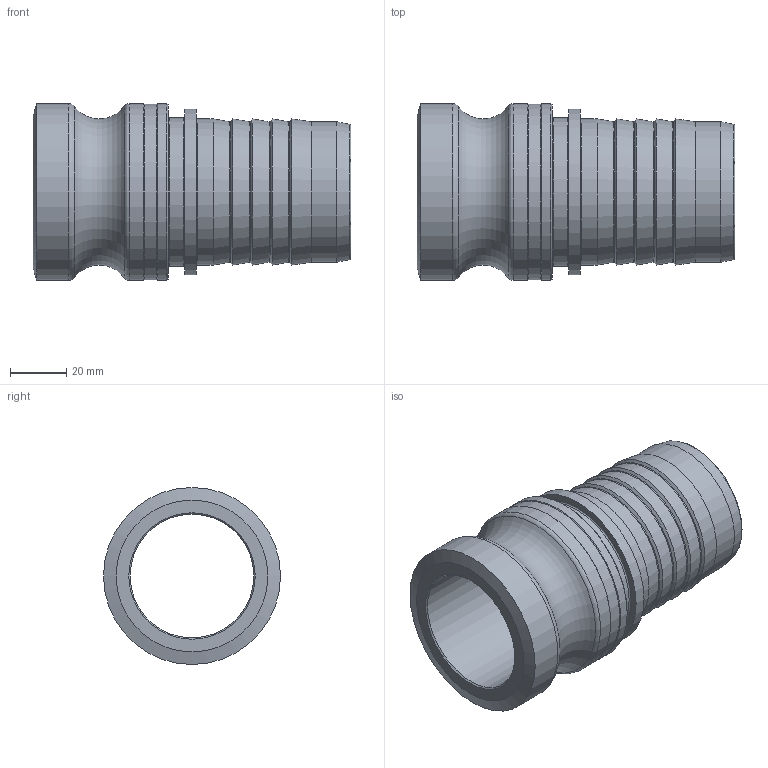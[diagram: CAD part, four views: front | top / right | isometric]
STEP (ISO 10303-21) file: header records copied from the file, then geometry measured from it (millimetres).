
FILE_DESCRIPTION(/* description */ ('SCHLAUCHSTECKER SLW 50'),/* implementation_level */ '2;1');
FILE_NAME(/* name */ 'vstp_50_n.stp',/* time_stamp */ '2020-04-27T12:16:48+02:00',/* author */ ('ertl'),/* organization */ (''),/* preprocessor_version */ 'ST-DEVELOPER v17',/* originating_system */ 'Autodesk Inventor 2018',/* authorisation */ '98962,66 mm^3');
FILE_SCHEMA (('AUTOMOTIVE_DESIGN { 1 0 10303 214 3 1 1 }'));
Length unit declared in the file: millimetre
Products named in the file (1): ENG-009970
Bounding box: 113 x 63 x 63 mm (x, y, z)
Volume: 98740.1 mm3; surface area: 39672.1 mm2
Topology: 1 solids, 1 shells, 41 faces, 133 edges, 97 vertices
Faces by surface type: cone 16, torus 11, cylinder 9, plane 5
Full cylindrical faces by diameter (mm): 44 x1, 50 x1, 52 x1, 53 x1, 59 x1, 62.5 x1, 63 x3
Entity records: 1666 total; most frequent: DIRECTION 325, CARTESIAN_POINT 272, ORIENTED_EDGE 266, AXIS2_PLACEMENT_3D 150, EDGE_CURVE 133, CIRCLE 108, VERTEX_POINT 97, EDGE_LOOP 46
